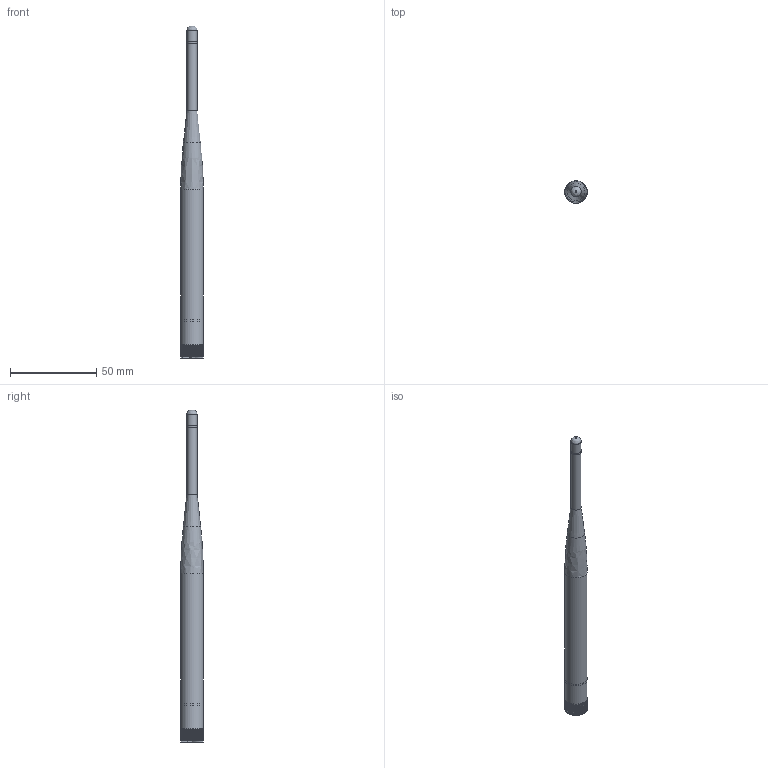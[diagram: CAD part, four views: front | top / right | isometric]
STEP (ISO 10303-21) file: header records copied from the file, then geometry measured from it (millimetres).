
FILE_DESCRIPTION(('FreeCAD Model'),'2;1');
FILE_NAME('Open CASCADE Shape Model','2025-11-23T17:29:51',(''),(''), 'Open CASCADE STEP processor 7.8','FreeCAD','Unknown');
FILE_SCHEMA(('AUTOMOTIVE_DESIGN { 1 0 10303 214 1 1 1 1 }'));
Length unit declared in the file: millimetre
Products named in the file (1): antenna_915Mhz
Bounding box: 13 x 13 x 192 mm (x, y, z)
Volume: 18177.2 mm3; surface area: 6981.6 mm2
Topology: 2 solids, 3 shells, 256 faces, 734 edges, 488 vertices
Faces by surface type: plane 166, cylinder 87, revolution 2, cone 1
Full cylindrical faces by diameter (mm): 1 x1, 5 x1, 6 x3, 12 x2, 13 x2
Entity records: 8405 total; most frequent: CARTESIAN_POINT 1483, ORIENTED_EDGE 1468, DIRECTION 1426, EDGE_CURVE 734, LINE 554, VECTOR 554, VERTEX_POINT 488, AXIS2_PLACEMENT_3D 435
